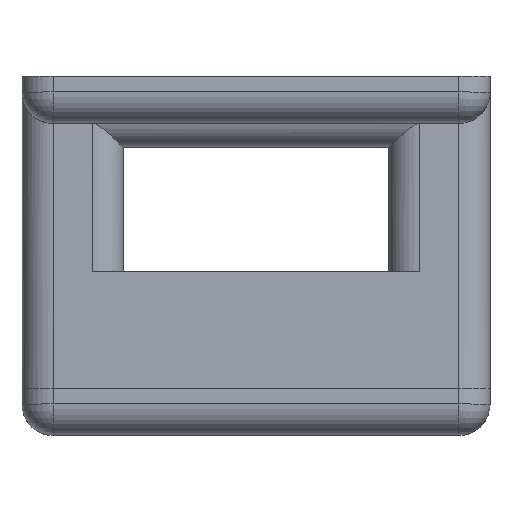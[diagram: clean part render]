
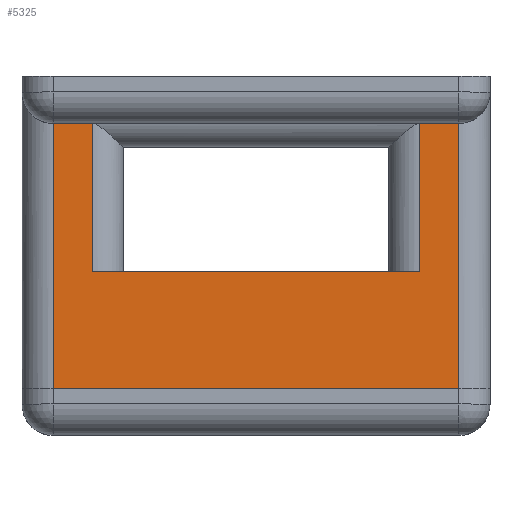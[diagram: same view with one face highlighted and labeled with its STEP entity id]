
A CAD part, top view. The second image highlights one B-rep face of the part: STEP entity #5325.
In plain terms, the highlighted planar face has unit normal (0, 0, 1).
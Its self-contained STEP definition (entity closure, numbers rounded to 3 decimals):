
#5254=CARTESIAN_POINT('',(67.073,-22.,2.));
#5255=DIRECTION('',(0.,0.,1.));
#5256=DIRECTION('',(1.,0.,0.));
#5257=AXIS2_PLACEMENT_3D('',#5254,#5255,#5256);
#5258=PLANE('',#5257);
#5259=CARTESIAN_POINT('',(28.,-22.,2.));
#5260=VERTEX_POINT('',#5259);
#5261=CARTESIAN_POINT('',(28.,-5.,2.));
#5262=VERTEX_POINT('',#5261);
#5263=CARTESIAN_POINT('',(28.,-22.,2.));
#5264=DIRECTION('',(-0.,1.,-0.));
#5265=VECTOR('',#5264,17.);
#5266=LINE('',#5263,#5265);
#5267=EDGE_CURVE('',#5260,#5262,#5266,.T.);
#5268=ORIENTED_EDGE('',*,*,#5267,.T.);
#5269=CARTESIAN_POINT('',(25.5,-5.,2.));
#5270=VERTEX_POINT('',#5269);
#5271=CARTESIAN_POINT('',(28.,-5.,2.));
#5272=DIRECTION('',(-1.,0.,0.));
#5273=VECTOR('',#5272,2.5);
#5274=LINE('',#5271,#5273);
#5275=EDGE_CURVE('',#5262,#5270,#5274,.T.);
#5276=ORIENTED_EDGE('',*,*,#5275,.T.);
#5277=CARTESIAN_POINT('',(25.5,-14.5,2.));
#5278=VERTEX_POINT('',#5277);
#5279=CARTESIAN_POINT('',(25.5,-5.,2.));
#5280=DIRECTION('',(0.,-1.,0.));
#5281=VECTOR('',#5280,9.5);
#5282=LINE('',#5279,#5281);
#5283=EDGE_CURVE('',#5270,#5278,#5282,.T.);
#5284=ORIENTED_EDGE('',*,*,#5283,.T.);
#5285=CARTESIAN_POINT('',(4.5,-14.5,2.));
#5286=VERTEX_POINT('',#5285);
#5287=CARTESIAN_POINT('',(25.5,-14.5,2.));
#5288=DIRECTION('',(-1.,0.,0.));
#5289=VECTOR('',#5288,21.);
#5290=LINE('',#5287,#5289);
#5291=EDGE_CURVE('',#5278,#5286,#5290,.T.);
#5292=ORIENTED_EDGE('',*,*,#5291,.T.);
#5293=CARTESIAN_POINT('',(4.5,-5.,2.));
#5294=VERTEX_POINT('',#5293);
#5295=CARTESIAN_POINT('',(4.5,-14.5,2.));
#5296=DIRECTION('',(0.,1.,0.));
#5297=VECTOR('',#5296,9.5);
#5298=LINE('',#5295,#5297);
#5299=EDGE_CURVE('',#5286,#5294,#5298,.T.);
#5300=ORIENTED_EDGE('',*,*,#5299,.T.);
#5301=CARTESIAN_POINT('',(2.,-5.,2.));
#5302=VERTEX_POINT('',#5301);
#5303=CARTESIAN_POINT('',(4.5,-5.,2.));
#5304=DIRECTION('',(-1.,0.,0.));
#5305=VECTOR('',#5304,2.5);
#5306=LINE('',#5303,#5305);
#5307=EDGE_CURVE('',#5294,#5302,#5306,.T.);
#5308=ORIENTED_EDGE('',*,*,#5307,.T.);
#5309=CARTESIAN_POINT('',(2.,-22.,2.));
#5310=VERTEX_POINT('',#5309);
#5311=CARTESIAN_POINT('',(2.,-5.,2.));
#5312=DIRECTION('',(-0.,-1.,-0.));
#5313=VECTOR('',#5312,17.);
#5314=LINE('',#5311,#5313);
#5315=EDGE_CURVE('',#5302,#5310,#5314,.T.);
#5316=ORIENTED_EDGE('',*,*,#5315,.T.);
#5317=CARTESIAN_POINT('',(28.,-22.,2.));
#5318=DIRECTION('',(-1.,0.,0.));
#5319=VECTOR('',#5318,26.);
#5320=LINE('',#5317,#5319);
#5321=EDGE_CURVE('',#5260,#5310,#5320,.T.);
#5322=ORIENTED_EDGE('',*,*,#5321,.F.);
#5323=EDGE_LOOP('',(#5268,#5276,#5284,#5292,#5300,#5308,#5316,#5322));
#5324=FACE_BOUND('',#5323,.T.);
#5325=ADVANCED_FACE('',(#5324),#5258,.T.);
